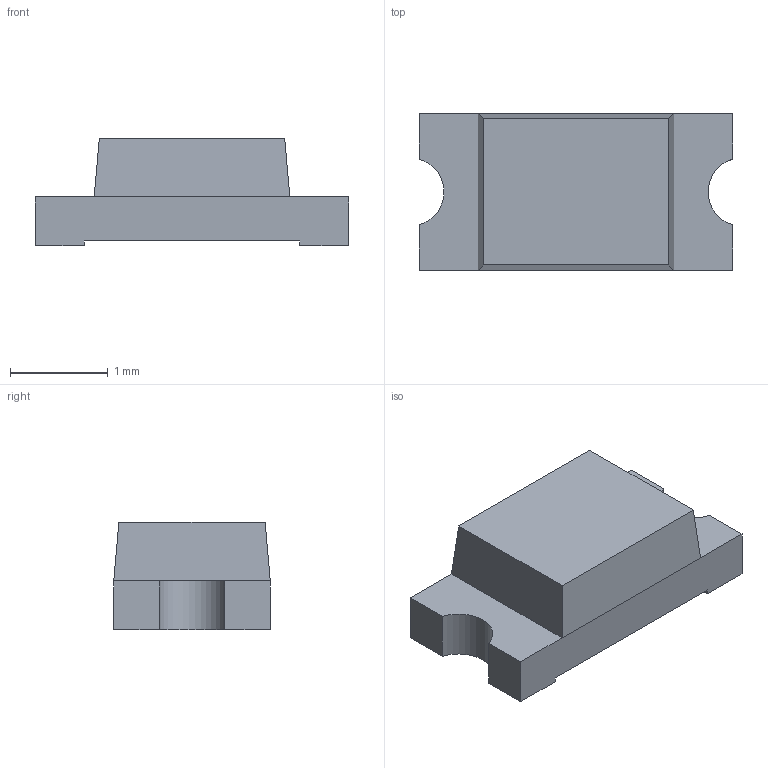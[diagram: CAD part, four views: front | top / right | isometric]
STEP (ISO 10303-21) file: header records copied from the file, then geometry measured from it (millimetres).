
FILE_DESCRIPTION(('FreeCAD Model'),'2;1');
FILE_NAME('Fusion.step','2016-10-14T19:30:35',('Author'),( ''),'Open CASCADE STEP processor 6.8','FreeCAD','Unknown');
FILE_SCHEMA(('AUTOMOTIVE_DESIGN_CC2 { 1 2 10303 214 -1 1 5 4 }'));
Length unit declared in the file: millimetre
Products named in the file (2): ASSEMBLY; Fusion
Assembly tree (1 placements, depth 2):
  ASSEMBLY
    Fusion
Bounding box: 3.2 x 1.6 x 1.1 mm (x, y, z)
Volume: 4.1 mm3; surface area: 19.5 mm2
Topology: 1 solids, 3 shells, 45 faces, 117 edges, 78 vertices
Faces by surface type: plane 42, cylinder 3
Entity records: 3497 total; most frequent: CARTESIAN_POINT 808, DIRECTION 425, LINE 319, VECTOR 319, ORIENTED_EDGE 234, PCURVE 234, DEFINITIONAL_REPRESENTATION 234, EDGE_CURVE 117
